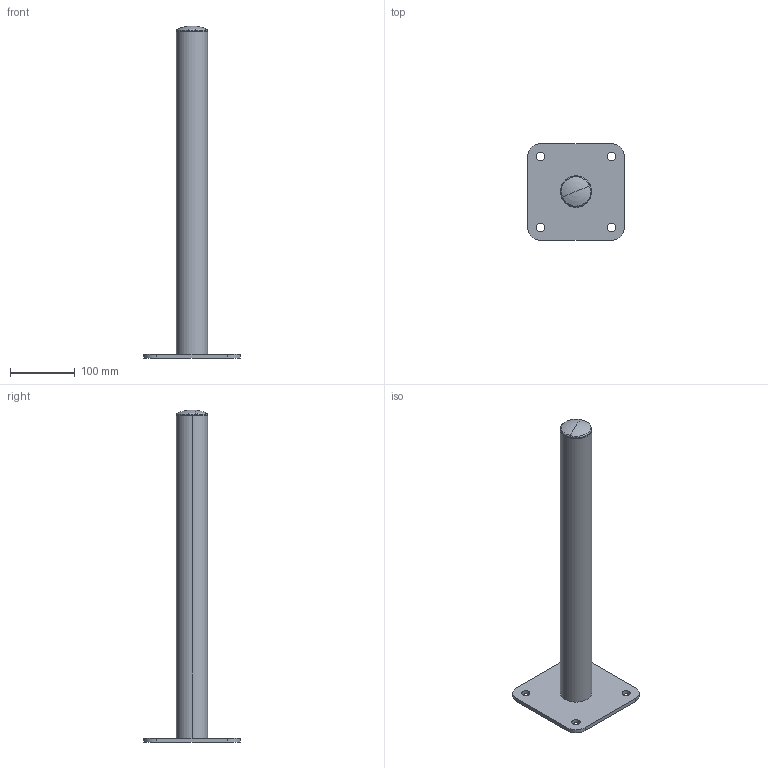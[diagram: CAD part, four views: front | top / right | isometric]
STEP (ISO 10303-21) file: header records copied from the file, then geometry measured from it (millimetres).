
FILE_DESCRIPTION (( 'STEP AP214' ), '1' );
FILE_NAME ('T57330.STEP', '2023-06-08T14:19:56', ( '' ), ( '' ), 'SwSTEP 2.0', 'SolidWorks 2022', '' );
FILE_SCHEMA (( 'AUTOMOTIVE_DESIGN' ));
Length unit declared in the file: millimetre
Products named in the file (5): T13300_T13300; T57330; TH4648; TH4649; TH4650
Assembly tree (4 placements, depth 3):
  T57330
    TH4650
      TH4648
      TH4649
    T13300_T13300
Bounding box: 150 x 150 x 514.5 mm (x, y, z)
Volume: 453869.9 mm3; surface area: 196411 mm2
Topology: 3 solids, 3 shells, 58 faces, 130 edges, 83 vertices
Faces by surface type: cylinder 30, plane 16, torus 6, cone 6
Entity records: 1840 total; most frequent: DIRECTION 340, CARTESIAN_POINT 277, ORIENTED_EDGE 256, AXIS2_PLACEMENT_3D 146, EDGE_CURVE 128, VERTEX_POINT 83, CIRCLE 80, EDGE_LOOP 77
